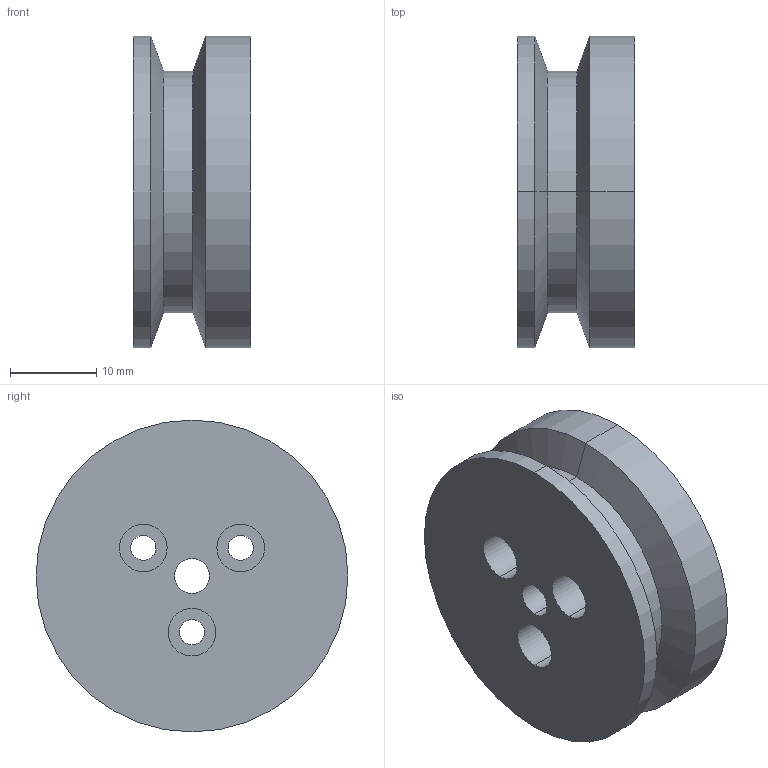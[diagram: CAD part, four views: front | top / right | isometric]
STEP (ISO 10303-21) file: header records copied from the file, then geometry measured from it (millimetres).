
FILE_DESCRIPTION (( 'STEP AP214' ), '1' );
FILE_NAME ('DiskMotorVPulley.STEP', '2023-12-23T21:04:45', ( '' ), ( '' ), 'SwSTEP 2.0', 'SolidWorks 2022', '' );
FILE_SCHEMA (( 'AUTOMOTIVE_DESIGN' ));
Length unit declared in the file: millimetre
Products named in the file (1): DiskMotorVPulley
Bounding box: 13.53 x 36.07 x 36.07 mm (x, y, z)
Volume: 10826.2 mm3; surface area: 4752 mm2
Topology: 1 solids, 1 shells, 32 faces, 70 edges, 44 vertices
Faces by surface type: cylinder 22, plane 6, cone 4
Entity records: 966 total; most frequent: DIRECTION 180, CARTESIAN_POINT 147, ORIENTED_EDGE 140, AXIS2_PLACEMENT_3D 77, EDGE_CURVE 70, VERTEX_POINT 44, EDGE_LOOP 44, CIRCLE 44
